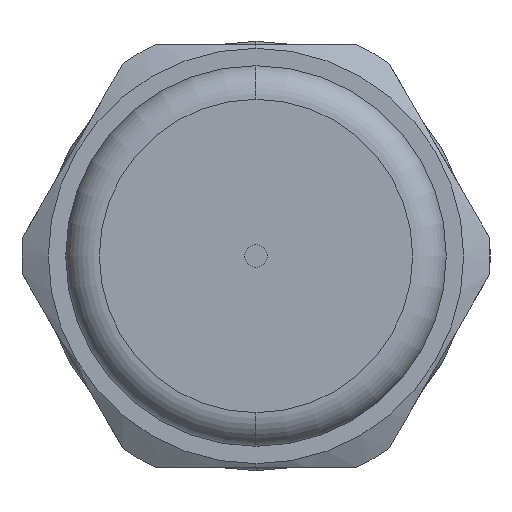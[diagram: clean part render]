
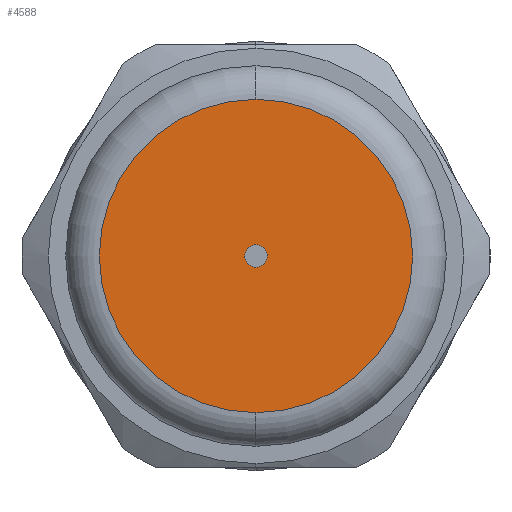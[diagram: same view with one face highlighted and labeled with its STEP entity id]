
A CAD part, left-side view. The second image highlights one B-rep face of the part: STEP entity #4588.
In plain terms, the highlighted planar face has unit normal (-1, 0, 0).
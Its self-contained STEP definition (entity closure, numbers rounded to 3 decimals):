
#263 = EDGE_LOOP ( 'NONE', ( #7614, #688 ) ) ;
#644 = CARTESIAN_POINT ( 'NONE',  ( -23.85, 0., 0. ) ) ;
#688 = ORIENTED_EDGE ( 'NONE', *, *, #7687, .T. ) ;
#1667 = CIRCLE ( 'NONE', #7975, 0.6 ) ;
#1678 = DIRECTION ( 'NONE',  ( 0., 0., 1. ) ) ;
#1780 = CIRCLE ( 'NONE', #2521, 0.6 ) ;
#1793 = PLANE ( 'NONE',  #6400 ) ;
#2521 = AXIS2_PLACEMENT_3D ( 'NONE', #3194, #6336, #5734 ) ;
#2690 = EDGE_CURVE ( 'NONE', #6054, #5863, #1780, .T. ) ;
#2820 = DIRECTION ( 'NONE',  ( 0., 0., -1. ) ) ;
#3180 = VERTEX_POINT ( 'NONE', #6441 ) ;
#3194 = CARTESIAN_POINT ( 'NONE',  ( -23.85, 0., 0. ) ) ;
#3449 = DIRECTION ( 'NONE',  ( 1., 0., 0. ) ) ;
#3572 = EDGE_LOOP ( 'NONE', ( #6041, #7532 ) ) ;
#4013 = EDGE_CURVE ( 'NONE', #6931, #3180, #4138, .T. ) ;
#4138 = CIRCLE ( 'NONE', #6975, 8.23 ) ;
#4456 = CARTESIAN_POINT ( 'NONE',  ( -23.85, 0., -0.6 ) ) ;
#4588 = ADVANCED_FACE ( 'NONE', ( #7958, #5068 ), #1793, .T. ) ;
#4597 = EDGE_CURVE ( 'NONE', #3180, #6931, #7864, .T. ) ;
#4945 = DIRECTION ( 'NONE',  ( -1., 0., 0. ) ) ;
#5068 = FACE_OUTER_BOUND ( 'NONE', #3572, .T. ) ;
#5366 = DIRECTION ( 'NONE',  ( 0., 0., -1. ) ) ;
#5380 = CARTESIAN_POINT ( 'NONE',  ( -23.85, 0., 0. ) ) ;
#5540 = CARTESIAN_POINT ( 'NONE',  ( -23.85, 0., -0.6 ) ) ;
#5734 = DIRECTION ( 'NONE',  ( 0., 0., -1. ) ) ;
#5863 = VERTEX_POINT ( 'NONE', #7076 ) ;
#6041 = ORIENTED_EDGE ( 'NONE', *, *, #4597, .F. ) ;
#6054 = VERTEX_POINT ( 'NONE', #4456 ) ;
#6336 = DIRECTION ( 'NONE',  ( 1., 0., 0. ) ) ;
#6400 = AXIS2_PLACEMENT_3D ( 'NONE', #5540, #4945, #1678 ) ;
#6441 = CARTESIAN_POINT ( 'NONE',  ( -23.85, 0., -8.23 ) ) ;
#6499 = CARTESIAN_POINT ( 'NONE',  ( -23.85, 0., 0. ) ) ;
#6503 = CARTESIAN_POINT ( 'NONE',  ( -23.85, 0., 8.23 ) ) ;
#6868 = AXIS2_PLACEMENT_3D ( 'NONE', #644, #7426, #7513 ) ;
#6931 = VERTEX_POINT ( 'NONE', #6503 ) ;
#6975 = AXIS2_PLACEMENT_3D ( 'NONE', #5380, #3449, #2820 ) ;
#7076 = CARTESIAN_POINT ( 'NONE',  ( -23.85, 0., 0.6 ) ) ;
#7077 = DIRECTION ( 'NONE',  ( 1., 0., 0. ) ) ;
#7426 = DIRECTION ( 'NONE',  ( 1., 0., 0. ) ) ;
#7513 = DIRECTION ( 'NONE',  ( 0., 0., -1. ) ) ;
#7532 = ORIENTED_EDGE ( 'NONE', *, *, #4013, .F. ) ;
#7614 = ORIENTED_EDGE ( 'NONE', *, *, #2690, .T. ) ;
#7687 = EDGE_CURVE ( 'NONE', #5863, #6054, #1667, .T. ) ;
#7864 = CIRCLE ( 'NONE', #6868, 8.23 ) ;
#7958 = FACE_BOUND ( 'NONE', #263, .T. ) ;
#7975 = AXIS2_PLACEMENT_3D ( 'NONE', #6499, #7077, #5366 ) ;
